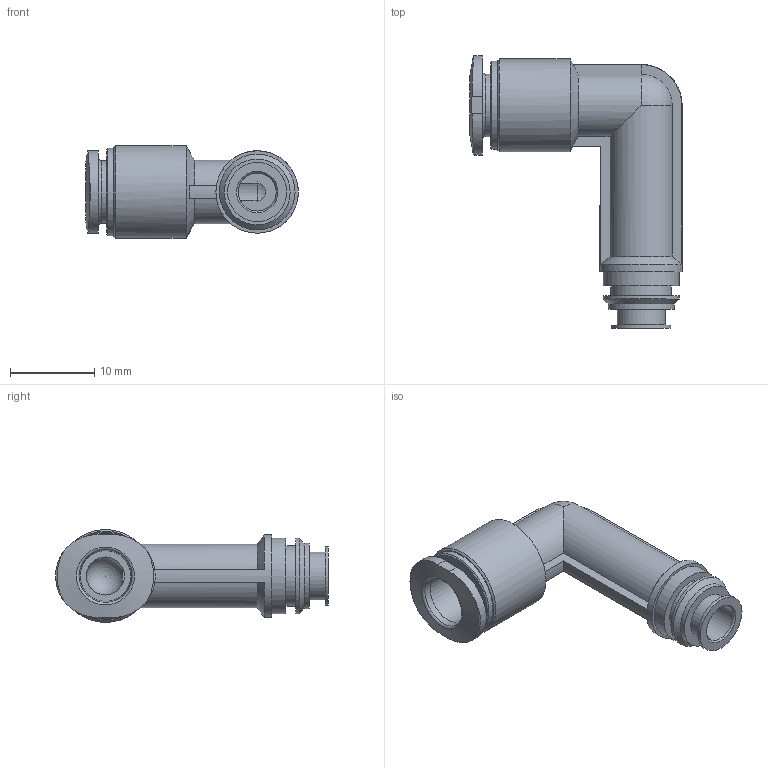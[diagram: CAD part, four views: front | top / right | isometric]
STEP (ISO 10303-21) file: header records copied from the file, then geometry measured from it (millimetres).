
FILE_DESCRIPTION(/* description */ ('STEP AP214'),/* implementation_level */ '2;1');
FILE_NAME(/* name */ '132604_QSPLLK10-6',/* time_stamp */ '2024-09-14T14:42:11+02:00',/* author */ ('License CC BY-ND 4.0'),/* organization */ ('CADENAS'),/* preprocessor_version */ 'ST-DEVELOPER v19.3',/* originating_system */ 'PARTsolutions',/* authorisation */ ' ');
FILE_SCHEMA (('AUTOMOTIVE_DESIGN {1 0 10303 214 3 1 1}'));
Length unit declared in the file: millimetre
Products named in the file (1): 132604 QSPLLK10-6
Bounding box: 25.18 x 32.3 x 11 mm (x, y, z)
Volume: 1851.6 mm3; surface area: 2379.9 mm2
Topology: 1 solids, 1 shells, 58 faces, 137 edges, 88 vertices
Faces by surface type: plane 21, cylinder 21, cone 9, torus 5, sphere 2
Full cylindrical faces by diameter (mm): 4.5 x2, 5.65 x1, 6 x1, 7 x1, 7.15 x1, 7.4 x1, 7.8 x1, 8.97 x2, 9.75 x1, 10.4 x1, 11 x1
Entity records: 1957 total; most frequent: CARTESIAN_POINT 301, DIRECTION 268, ORIENTED_EDGE 214, AXIS2_PLACEMENT_3D 120, EDGE_CURVE 107, EDGE_LOOP 90, FACE_BOUND 90, VERTEX_POINT 81
